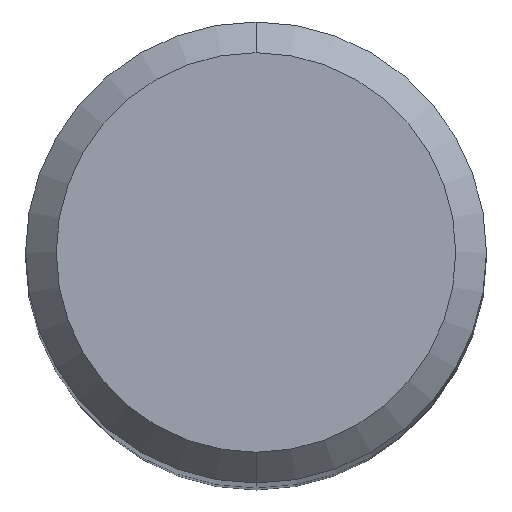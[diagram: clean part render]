
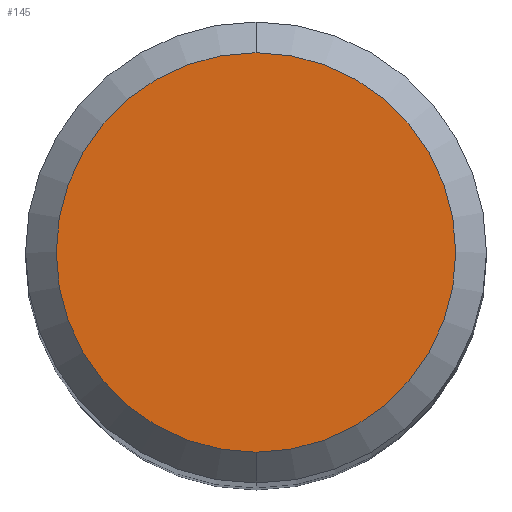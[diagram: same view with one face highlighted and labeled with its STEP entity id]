
A CAD part, top view. The second image highlights one B-rep face of the part: STEP entity #145.
In plain terms, the highlighted planar face has unit normal (0, 0, 1).
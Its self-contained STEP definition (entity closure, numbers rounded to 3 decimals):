
#99=EDGE_CURVE('',#133,#193,#250,.T.);
#133=VERTEX_POINT('',#287);
#145=ADVANCED_FACE('',(#301),#302,.T.);
#177=EDGE_CURVE('',#193,#133,#340,.T.);
#193=VERTEX_POINT('',#358);
#250=CIRCLE('',#411,2.6);
#287=CARTESIAN_POINT('',(0.,-2.6,0.0));
#301=FACE_OUTER_BOUND('',#474,.T.);
#302=PLANE('',#475);
#340=CIRCLE('',#525,2.6);
#358=CARTESIAN_POINT('',(0.0,2.6,0.0));
#411=AXIS2_PLACEMENT_3D('',#601,#602,#603);
#474=EDGE_LOOP('',(#660,#661));
#475=AXIS2_PLACEMENT_3D('',#662,#663,#664);
#525=AXIS2_PLACEMENT_3D('',#724,#725,#726);
#601=CARTESIAN_POINT('',(0.0,0.0,0.0));
#602=DIRECTION('',(0.0,0.0,-1.0));
#603=DIRECTION('',(0.0,1.0,0.0));
#660=ORIENTED_EDGE('',*,*,#177,.F.);
#661=ORIENTED_EDGE('',*,*,#99,.F.);
#662=CARTESIAN_POINT('',(0.0,1.3,0.0));
#663=DIRECTION('',(-0.0,0.0,1.0));
#664=DIRECTION('',(0.0,-1.0,0.0));
#724=CARTESIAN_POINT('',(0.0,0.0,0.0));
#725=DIRECTION('',(0.0,0.0,-1.0));
#726=DIRECTION('',(0.0,1.0,0.0));
